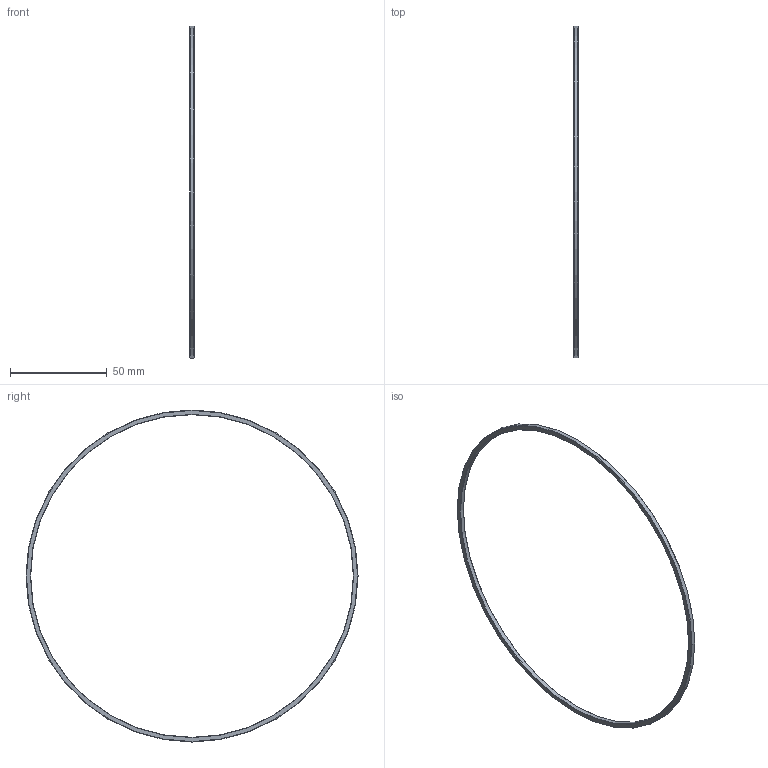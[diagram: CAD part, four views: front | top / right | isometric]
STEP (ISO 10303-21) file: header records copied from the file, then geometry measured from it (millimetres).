
FILE_DESCRIPTION(/* description */ (''),/* implementation_level */ '2;1');
FILE_NAME(/* name */ '34.160070.563.416',/* time_stamp */ '2019-06-13T16:06:48+02:00',/* author */ ('Murat Coskun Bicak'),/* organization */ ('Evac AG'),/* preprocessor_version */ 'ST-DEVELOPER v16.7',/* originating_system */ 'DEX',/* authorisation */ $);
FILE_SCHEMA (('AUTOMOTIVE_DESIGN {1 0 10303 214 3 1 1}'));
Length unit declared in the file: millimetre
Products named in the file (1): 34.160070.563.416
Bounding box: 2.4 x 171.3 x 171.3 mm (x, y, z)
Volume: 3048.6 mm3; surface area: 4915.8 mm2
Topology: 1 solids, 1 shells, 8 faces, 16 edges, 10 vertices
Faces by surface type: plane 2, cylinder 2, torus 2, cone 2
Full cylindrical faces by diameter (mm): 166.47 x1, 171.3 x1
Entity records: 198 total; most frequent: DIRECTION 34, CARTESIAN_POINT 25, AXIS2_PLACEMENT_3D 17, ORIENTED_EDGE 16, EDGE_LOOP 16, FACE_BOUND 16, EDGE_CURVE 8, VERTEX_POINT 8
